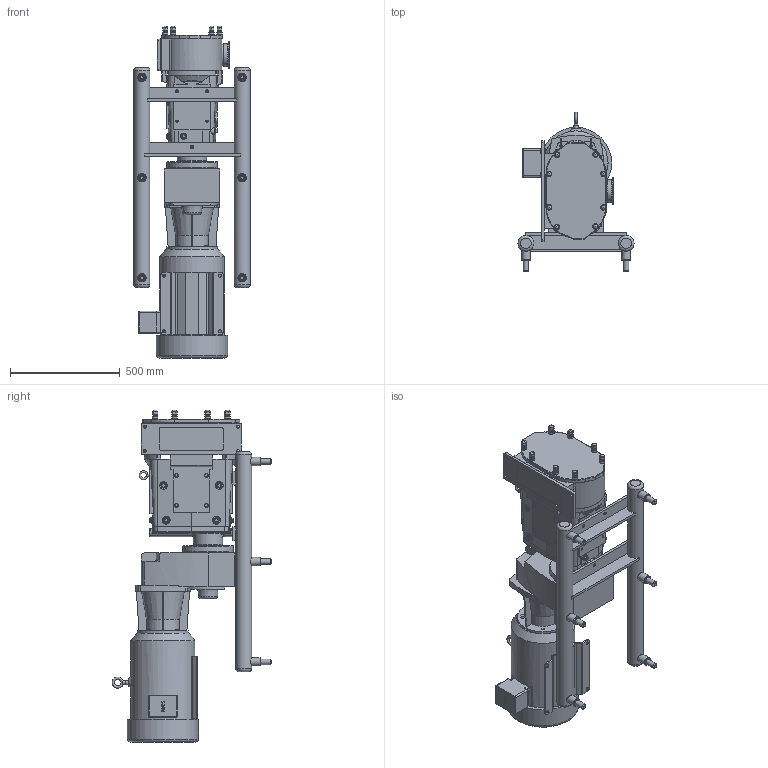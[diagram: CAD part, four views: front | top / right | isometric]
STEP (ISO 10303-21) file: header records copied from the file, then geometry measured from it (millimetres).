
FILE_DESCRIPTION(/* description */ (''),/* implementation_level */ '2;1');
FILE_NAME(/* name */ 'U3_224U3_256TC_(4.17 x 11.36)x4.0_S-Line_20HP_LH_SM.stp',/* time_stamp */ '2021-05-24T19:15:34+06:00',/* author */ ('trtmhr'),/* organization */ (''),/* preprocessor_version */ 'ST-DEVELOPER v18.1',/* originating_system */ 'Autodesk Inventor 2020',/* authorisation */ '');
FILE_SCHEMA (('AUTOMOTIVE_DESIGN { 1 0 10303 214 3 1 1 }'));
Length unit declared in the file: inch
Products named in the file (1): U3_224U3_256TC_(4.17 x 11.36)x4.0_S-Line_20HP_LH_SM
Bounding box: 530.23 x 728.47 x 1514.91 mm (x, y, z)
Volume: 116001579.4 mm3; surface area: 3195923.3 mm2
Topology: 4 solids, 4 shells, 1063 faces, 2918 edges, 1936 vertices
Faces by surface type: plane 529, cylinder 318, torus 75, cone 69, bspline 60, sphere 12
Full cylindrical faces by diameter (mm): 7.798 x1, 10.16 x2, 10.719 x4, 13.462 x4, 13.487 x4, 14.3 x3, 14.478 x1, 15.24 x1, 19.05 x8, 19.304 x1, 23.876 x3, 25.4 x19, 29.21 x2, 31.75 x3, 35.052 x6, 38.1 x6, 101.6 x1, 102.946 x2, 103.962 x1, 119.024 x1, 133.35 x1, 229.997 x1, 230.124 x1, 232.994 x1, 292.329 x1, 324.612 x1
Entity records: 36104 total; most frequent: CARTESIAN_POINT 8625, ORIENTED_EDGE 5802, DIRECTION 5752, EDGE_CURVE 2901, AXIS2_PLACEMENT_3D 2160, VERTEX_POINT 1936, LINE 1432, VECTOR 1432
